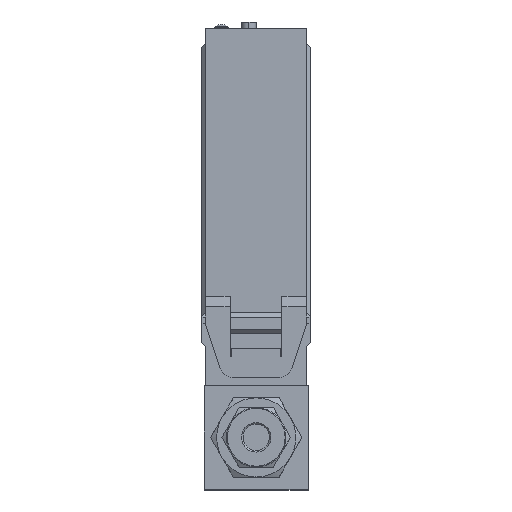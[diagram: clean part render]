
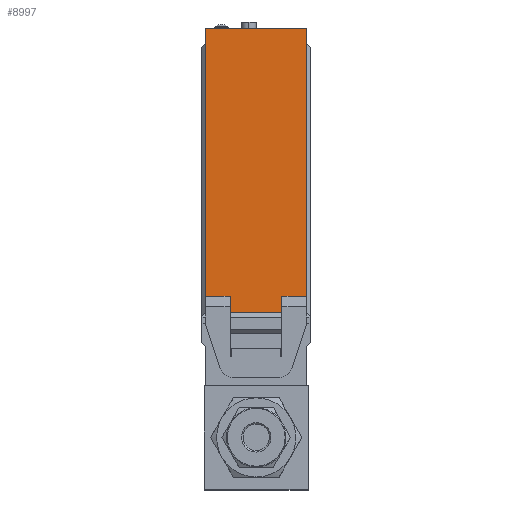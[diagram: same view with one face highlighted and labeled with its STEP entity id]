
A CAD part, top view. The second image highlights one B-rep face of the part: STEP entity #8997.
In plain terms, the highlighted planar face has unit normal (0, 0, 1).
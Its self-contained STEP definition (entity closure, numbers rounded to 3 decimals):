
#729=PLANE('',#9761);
#1173=FACE_OUTER_BOUND('',#1766,.T.);
#1766=EDGE_LOOP('',(#7678,#7679,#7680,#7681,#7682,#7683,#7684,#7685));
#2862=LINE('',#15072,#3624);
#2869=LINE('',#15084,#3631);
#2880=LINE('',#15104,#3642);
#2886=LINE('',#15118,#3648);
#2895=LINE('',#15131,#3657);
#2906=LINE('',#15160,#3668);
#2907=LINE('',#15162,#3669);
#2908=LINE('',#15163,#3670);
#3624=VECTOR('',#11707,64.5);
#3631=VECTOR('',#11716,64.5);
#3642=VECTOR('',#11729,6.);
#3648=VECTOR('',#11739,4.);
#3657=VECTOR('',#11750,4.);
#3668=VECTOR('',#11781,6.);
#3669=VECTOR('',#11784,12.4);
#3670=VECTOR('',#11785,24.4);
#4472=VERTEX_POINT('',#15069);
#4473=VERTEX_POINT('',#15071);
#4476=VERTEX_POINT('',#15081);
#4477=VERTEX_POINT('',#15083);
#4485=VERTEX_POINT('',#15102);
#4490=VERTEX_POINT('',#15115);
#4491=VERTEX_POINT('',#15117);
#4494=VERTEX_POINT('',#15129);
#5584=EDGE_CURVE('',#4473,#4472,#2862,.T.);
#5591=EDGE_CURVE('',#4477,#4476,#2869,.T.);
#5602=EDGE_CURVE('',#4476,#4485,#2880,.T.);
#5608=EDGE_CURVE('',#4491,#4490,#2886,.T.);
#5617=EDGE_CURVE('',#4485,#4494,#2895,.T.);
#5632=EDGE_CURVE('',#4490,#4473,#2906,.T.);
#5633=EDGE_CURVE('',#4494,#4491,#2907,.T.);
#5634=EDGE_CURVE('',#4472,#4477,#2908,.T.);
#7678=ORIENTED_EDGE('',*,*,#5602,.T.);
#7679=ORIENTED_EDGE('',*,*,#5617,.T.);
#7680=ORIENTED_EDGE('',*,*,#5633,.T.);
#7681=ORIENTED_EDGE('',*,*,#5608,.T.);
#7682=ORIENTED_EDGE('',*,*,#5632,.T.);
#7683=ORIENTED_EDGE('',*,*,#5584,.T.);
#7684=ORIENTED_EDGE('',*,*,#5634,.T.);
#7685=ORIENTED_EDGE('',*,*,#5591,.T.);
#8997=ADVANCED_FACE('',(#1173),#729,.T.);
#9761=AXIS2_PLACEMENT_3D('',#15161,#11782,#11783);
#11707=DIRECTION('',(0.,1.,0.));
#11716=DIRECTION('',(0.,-1.,0.));
#11729=DIRECTION('',(1.,0.,0.));
#11739=DIRECTION('',(0.,1.,0.));
#11750=DIRECTION('',(0.,-1.,0.));
#11781=DIRECTION('',(1.,0.,0.));
#11782=DIRECTION('center_axis',(0.,0.,1.));
#11783=DIRECTION('ref_axis',(1.,0.,0.));
#11784=DIRECTION('',(1.,0.,0.));
#11785=DIRECTION('',(-1.,0.,0.));
#15069=CARTESIAN_POINT('',(12.15,98.5,66.7));
#15071=CARTESIAN_POINT('',(12.15,34.,66.7));
#15072=CARTESIAN_POINT('',(12.15,34.,66.7));
#15081=CARTESIAN_POINT('',(-12.25,34.,66.7));
#15083=CARTESIAN_POINT('',(-12.25,98.5,66.7));
#15084=CARTESIAN_POINT('',(-12.25,98.5,66.7));
#15102=CARTESIAN_POINT('',(-6.25,34.,66.7));
#15104=CARTESIAN_POINT('',(-12.25,34.,66.7));
#15115=CARTESIAN_POINT('',(6.15,34.,66.7));
#15117=CARTESIAN_POINT('',(6.15,30.,66.7));
#15118=CARTESIAN_POINT('',(6.15,30.,66.7));
#15129=CARTESIAN_POINT('',(-6.25,30.,66.7));
#15131=CARTESIAN_POINT('',(-6.25,34.,66.7));
#15160=CARTESIAN_POINT('',(6.15,34.,66.7));
#15161=CARTESIAN_POINT('Origin',(-0.05,63.,66.7));
#15162=CARTESIAN_POINT('',(-6.25,30.,66.7));
#15163=CARTESIAN_POINT('',(12.15,98.5,66.7));
